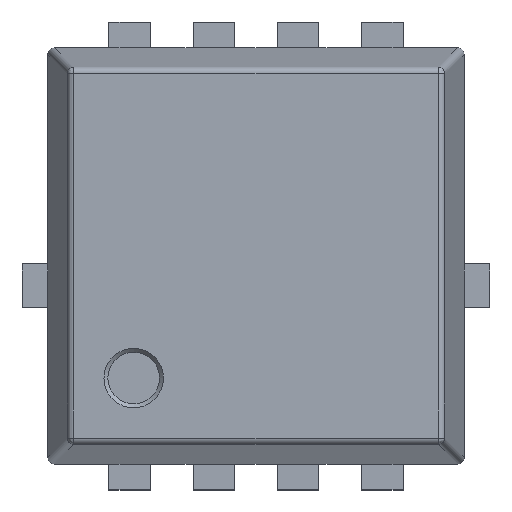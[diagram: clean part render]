
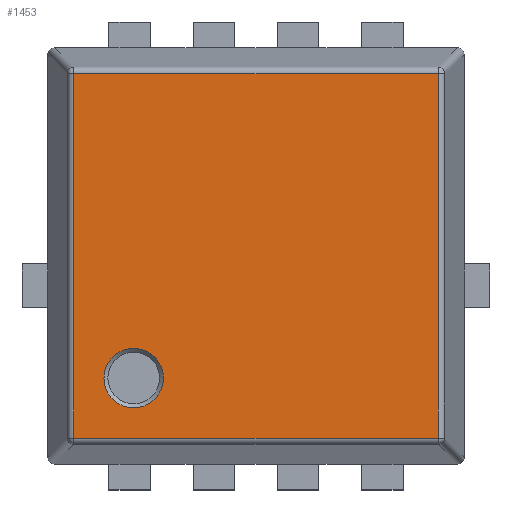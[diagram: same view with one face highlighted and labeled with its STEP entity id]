
A CAD part, top view. The second image highlights one B-rep face of the part: STEP entity #1453.
In plain terms, the highlighted planar face has unit normal (0, 0, 1).
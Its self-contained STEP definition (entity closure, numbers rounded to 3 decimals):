
#1453=ADVANCED_FACE('',(#2629,#2631),#2633,.T.);
#2629=FACE_BOUND('',#2630,.T.);
#2630=EDGE_LOOP('',(#3502,#3503,#3504,#3505));
#2631=FACE_BOUND('',#2632,.T.);
#2632=EDGE_LOOP('',(#3506));
#2633=PLANE('',#2634);
#2634=AXIS2_PLACEMENT_3D('',#2635,#2636,#2637);
#2635=CARTESIAN_POINT('',(0.,0.,1.12));
#2636=DIRECTION('',(0.,0.,1.));
#2637=DIRECTION('',(1.,0.,0.));
#3502=ORIENTED_EDGE('',*,*,#3906,.T.);
#3503=ORIENTED_EDGE('',*,*,#3928,.T.);
#3504=ORIENTED_EDGE('',*,*,#3939,.T.);
#3505=ORIENTED_EDGE('',*,*,#3921,.T.);
#3506=ORIENTED_EDGE('',*,*,#3940,.T.);
#3906=EDGE_CURVE('',#4540,#4538,#4541,.T.);
#3921=EDGE_CURVE('',#4559,#4540,#4560,.T.);
#3928=EDGE_CURVE('',#4538,#4568,#4570,.T.);
#3939=EDGE_CURVE('',#4568,#4559,#4583,.T.);
#3940=EDGE_CURVE('',#4584,#4584,#4585,.F.);
#4538=VERTEX_POINT('',#6006);
#4540=VERTEX_POINT('',#6011);
#4541=LINE('',#6012,#6013);
#4559=VERTEX_POINT('',#6082);
#4560=LINE('',#6083,#6084);
#4568=VERTEX_POINT('',#6106);
#4570=LINE('',#6111,#6112);
#4583=LINE('',#6150,#6151);
#4584=VERTEX_POINT('',#6153);
#4585=CIRCLE('',#6154,0.229);
#6006=CARTESIAN_POINT('',(-1.406,1.406,1.12));
#6011=CARTESIAN_POINT('',(1.406,1.406,1.12));
#6012=CARTESIAN_POINT('',(1.406,1.406,1.12));
#6013=VECTOR('',#6014,1.);
#6014=DIRECTION('',(-1.,0.,0.));
#6082=CARTESIAN_POINT('',(1.406,-1.406,1.12));
#6083=CARTESIAN_POINT('',(1.406,-1.406,1.12));
#6084=VECTOR('',#6085,1.);
#6085=DIRECTION('',(0.,1.,0.));
#6106=CARTESIAN_POINT('',(-1.406,-1.406,1.12));
#6111=CARTESIAN_POINT('',(-1.406,1.406,1.12));
#6112=VECTOR('',#6113,1.);
#6113=DIRECTION('',(0.,-1.,0.));
#6150=CARTESIAN_POINT('',(-1.406,-1.406,1.12));
#6151=VECTOR('',#6152,1.);
#6152=DIRECTION('',(1.,0.,0.));
#6153=CARTESIAN_POINT('',(-0.714,-0.944,1.12));
#6154=AXIS2_PLACEMENT_3D('',#6155,#6156,#6157);
#6155=CARTESIAN_POINT('',(-0.944,-0.944,1.12));
#6156=DIRECTION('',(0.,0.,1.));
#6157=DIRECTION('',(1.,0.,0.));
